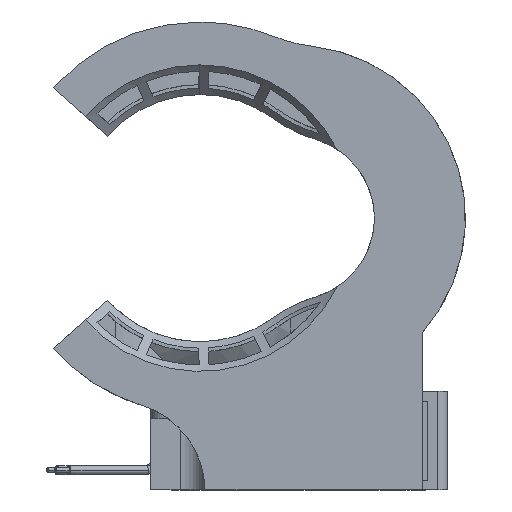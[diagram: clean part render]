
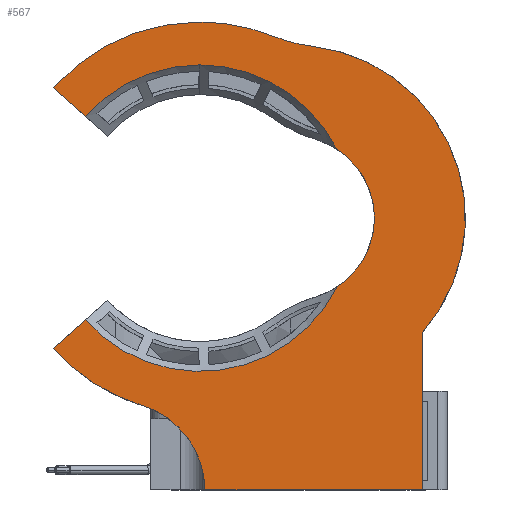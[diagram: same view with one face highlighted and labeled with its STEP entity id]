
A CAD part, front view. The second image highlights one B-rep face of the part: STEP entity #567.
In plain terms, the highlighted planar face has unit normal (0, -1, 0).
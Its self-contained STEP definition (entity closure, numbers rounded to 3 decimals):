
#20 = CARTESIAN_POINT ( 'NONE',  ( 0., 0., 0. ) ) ;
#173 = ORIENTED_EDGE ( 'NONE', *, *, #8748, .F. ) ;
#231 = ORIENTED_EDGE ( 'NONE', *, *, #5860, .F. ) ;
#244 = DIRECTION ( 'NONE',  ( -1., 0., 0. ) ) ;
#253 = CARTESIAN_POINT ( 'NONE',  ( -22.5, 0., 11.544 ) ) ;
#273 = AXIS2_PLACEMENT_3D ( 'NONE', #7302, #3604, #6442 ) ;
#304 = DIRECTION ( 'NONE',  ( 0., 0., 1. ) ) ;
#362 = CARTESIAN_POINT ( 'NONE',  ( 0., 0., -19.84 ) ) ;
#567 = ADVANCED_FACE ( 'NONE', ( #8664 ), #3024, .F. ) ;
#649 = VERTEX_POINT ( 'NONE', #7700 ) ;
#730 = VERTEX_POINT ( 'NONE', #2365 ) ;
#745 = VERTEX_POINT ( 'NONE', #253 ) ;
#821 = VECTOR ( 'NONE', #244, 1000. ) ;
#910 = DIRECTION ( 'NONE',  ( 0., 1., 0. ) ) ;
#958 = CARTESIAN_POINT ( 'NONE',  ( -13.841, 0., -6.978 ) ) ;
#973 = AXIS2_PLACEMENT_3D ( 'NONE', #8793, #3061, #3190 ) ;
#1093 = DIRECTION ( 'NONE',  ( 0., 0., 1. ) ) ;
#1224 = ORIENTED_EDGE ( 'NONE', *, *, #3238, .F. ) ;
#1409 = ORIENTED_EDGE ( 'NONE', *, *, #8957, .F. ) ;
#1604 = VERTEX_POINT ( 'NONE', #8585 ) ;
#2044 = ORIENTED_EDGE ( 'NONE', *, *, #6613, .T. ) ;
#2050 = ORIENTED_EDGE ( 'NONE', *, *, #4834, .F. ) ;
#2146 = DIRECTION ( 'NONE',  ( 0., 0., 1. ) ) ;
#2272 = CIRCLE ( 'NONE', #7800, 15.5 ) ;
#2273 = DIRECTION ( 'NONE',  ( 0., 1., 0. ) ) ;
#2317 = VERTEX_POINT ( 'NONE', #3188 ) ;
#2365 = CARTESIAN_POINT ( 'NONE',  ( -22.5, 0., 27.5 ) ) ;
#2425 = EDGE_CURVE ( 'NONE', #3729, #2317, #5484, .T. ) ;
#2434 = CARTESIAN_POINT ( 'NONE',  ( 0., 0., 0. ) ) ;
#2485 = ORIENTED_EDGE ( 'NONE', *, *, #5331, .T. ) ;
#2502 = DIRECTION ( 'NONE',  ( 0., 1., 0. ) ) ;
#2592 = EDGE_CURVE ( 'NONE', #1604, #3814, #6979, .T. ) ;
#2633 = EDGE_LOOP ( 'NONE', ( #2485, #7338, #1224, #7354, #1409, #173, #231, #6531, #4843, #3773, #7860, #2044, #2050, #3324 ) ) ;
#2664 = VERTEX_POINT ( 'NONE', #5899 ) ;
#2815 = DIRECTION ( 'NONE',  ( 0., 0., -1. ) ) ;
#2898 = DIRECTION ( 'NONE',  ( 0., 1., 0. ) ) ;
#2964 = EDGE_CURVE ( 'NONE', #6811, #649, #3406, .T. ) ;
#2969 = DIRECTION ( 'NONE',  ( 0., 0., 1. ) ) ;
#3024 = PLANE ( 'NONE',  #8151 ) ;
#3061 = DIRECTION ( 'NONE',  ( 0., 1., 0. ) ) ;
#3188 = CARTESIAN_POINT ( 'NONE',  ( -7.461, 0., -18.383 ) ) ;
#3190 = DIRECTION ( 'NONE',  ( 0., 0., 1. ) ) ;
#3238 = EDGE_CURVE ( 'NONE', #3729, #745, #4728, .T. ) ;
#3324 = ORIENTED_EDGE ( 'NONE', *, *, #2964, .T. ) ;
#3351 = CARTESIAN_POINT ( 'NONE',  ( -13.841, 0., 6.978 ) ) ;
#3357 = DIRECTION ( 'NONE',  ( 0., 0., 1. ) ) ;
#3387 = CARTESIAN_POINT ( 'NONE',  ( 0., 0., -15.5 ) ) ;
#3406 = CIRCLE ( 'NONE', #4599, 9. ) ;
#3415 = LINE ( 'NONE', #8292, #5764 ) ;
#3586 = CIRCLE ( 'NONE', #7786, 19.84 ) ;
#3604 = DIRECTION ( 'NONE',  ( 0., 1., 0. ) ) ;
#3680 = VERTEX_POINT ( 'NONE', #5159 ) ;
#3694 = AXIS2_PLACEMENT_3D ( 'NONE', #5142, #910, #7994 ) ;
#3729 = VERTEX_POINT ( 'NONE', #6988 ) ;
#3773 = ORIENTED_EDGE ( 'NONE', *, *, #6532, .T. ) ;
#3814 = VERTEX_POINT ( 'NONE', #3387 ) ;
#3840 = DIRECTION ( 'NONE',  ( 0., 1., 0. ) ) ;
#3978 = CIRCLE ( 'NONE', #9070, 19.84 ) ;
#4094 = DIRECTION ( 'NONE',  ( 0.748, 0., -0.664 ) ) ;
#4391 = DIRECTION ( 'NONE',  ( 0., 1., 0. ) ) ;
#4437 = CARTESIAN_POINT ( 'NONE',  ( 0., 0., 0. ) ) ;
#4599 = AXIS2_PLACEMENT_3D ( 'NONE', #8940, #2502, #304 ) ;
#4693 = CARTESIAN_POINT ( 'NONE',  ( 14.836, 0., 13.173 ) ) ;
#4725 = AXIS2_PLACEMENT_3D ( 'NONE', #8007, #6530, #8695 ) ;
#4728 = CIRCLE ( 'NONE', #273, 17.5 ) ;
#4834 = EDGE_CURVE ( 'NONE', #6811, #7258, #3978, .T. ) ;
#4843 = ORIENTED_EDGE ( 'NONE', *, *, #5292, .T. ) ;
#4876 = DIRECTION ( 'NONE',  ( 0.748, 0., 0.664 ) ) ;
#4890 = VERTEX_POINT ( 'NONE', #362 ) ;
#4955 = AXIS2_PLACEMENT_3D ( 'NONE', #8163, #3840, #1093 ) ;
#5087 = CARTESIAN_POINT ( 'NONE',  ( 0., 0., 0. ) ) ;
#5141 = CIRCLE ( 'NONE', #973, 15.5 ) ;
#5142 = CARTESIAN_POINT ( 'NONE',  ( 0., 0., 0. ) ) ;
#5159 = CARTESIAN_POINT ( 'NONE',  ( 11.591, 0., 10.291 ) ) ;
#5252 = DIRECTION ( 'NONE',  ( 0., 1., 0. ) ) ;
#5267 = LINE ( 'NONE', #8109, #821 ) ;
#5292 = EDGE_CURVE ( 'NONE', #3814, #5558, #5141, .T. ) ;
#5331 = EDGE_CURVE ( 'NONE', #649, #730, #5267, .T. ) ;
#5408 = DIRECTION ( 'NONE',  ( 0., 1., 0. ) ) ;
#5473 = EDGE_CURVE ( 'NONE', #730, #745, #6381, .T. ) ;
#5484 = CIRCLE ( 'NONE', #6527, 15. ) ;
#5540 = CARTESIAN_POINT ( 'NONE',  ( -13.102, 0., -32.282 ) ) ;
#5558 = VERTEX_POINT ( 'NONE', #958 ) ;
#5580 = CARTESIAN_POINT ( 'NONE',  ( 0., 0., 0. ) ) ;
#5594 = VECTOR ( 'NONE', #2815, 1000. ) ;
#5764 = VECTOR ( 'NONE', #4094, 1000. ) ;
#5860 = EDGE_CURVE ( 'NONE', #1604, #2664, #3415, .T. ) ;
#5899 = CARTESIAN_POINT ( 'NONE',  ( 14.836, 0., -13.173 ) ) ;
#6381 = LINE ( 'NONE', #9113, #5594 ) ;
#6432 = CARTESIAN_POINT ( 'NONE',  ( 5.847, 0., 18.959 ) ) ;
#6442 = DIRECTION ( 'NONE',  ( 0., 0., 1. ) ) ;
#6497 = DIRECTION ( 'NONE',  ( 0., 0., 1. ) ) ;
#6527 = AXIS2_PLACEMENT_3D ( 'NONE', #5540, #5408, #3357 ) ;
#6530 = DIRECTION ( 'NONE',  ( 0., 1., 0. ) ) ;
#6531 = ORIENTED_EDGE ( 'NONE', *, *, #2592, .T. ) ;
#6532 = EDGE_CURVE ( 'NONE', #5558, #7210, #7729, .T. ) ;
#6613 = EDGE_CURVE ( 'NONE', #3680, #7258, #8545, .T. ) ;
#6811 = VERTEX_POINT ( 'NONE', #6432 ) ;
#6979 = CIRCLE ( 'NONE', #3694, 15.5 ) ;
#6988 = CARTESIAN_POINT ( 'NONE',  ( -11.369, 0., -17.383 ) ) ;
#7058 = CIRCLE ( 'NONE', #4955, 19.84 ) ;
#7210 = VERTEX_POINT ( 'NONE', #3351 ) ;
#7258 = VERTEX_POINT ( 'NONE', #4693 ) ;
#7302 = CARTESIAN_POINT ( 'NONE',  ( -9.347, 0., 0. ) ) ;
#7338 = ORIENTED_EDGE ( 'NONE', *, *, #5473, .T. ) ;
#7354 = ORIENTED_EDGE ( 'NONE', *, *, #2425, .T. ) ;
#7526 = EDGE_CURVE ( 'NONE', #7210, #3680, #2272, .T. ) ;
#7700 = CARTESIAN_POINT ( 'NONE',  ( -0.5, 0., 27.5 ) ) ;
#7729 = CIRCLE ( 'NONE', #4725, 8.299 ) ;
#7786 = AXIS2_PLACEMENT_3D ( 'NONE', #4437, #4391, #2969 ) ;
#7800 = AXIS2_PLACEMENT_3D ( 'NONE', #2434, #5252, #8131 ) ;
#7860 = ORIENTED_EDGE ( 'NONE', *, *, #7526, .T. ) ;
#7994 = DIRECTION ( 'NONE',  ( 0., 0., 1. ) ) ;
#8007 = CARTESIAN_POINT ( 'NONE',  ( -9.347, 0., 0. ) ) ;
#8109 = CARTESIAN_POINT ( 'NONE',  ( 0., 0., 27.5 ) ) ;
#8131 = DIRECTION ( 'NONE',  ( 0., 0., 1. ) ) ;
#8151 = AXIS2_PLACEMENT_3D ( 'NONE', #5087, #2273, #6497 ) ;
#8163 = CARTESIAN_POINT ( 'NONE',  ( 0., 0., 0. ) ) ;
#8292 = CARTESIAN_POINT ( 'NONE',  ( 0., 0., 0. ) ) ;
#8545 = LINE ( 'NONE', #5580, #9224 ) ;
#8585 = CARTESIAN_POINT ( 'NONE',  ( 11.591, 0., -10.291 ) ) ;
#8664 = FACE_OUTER_BOUND ( 'NONE', #2633, .T. ) ;
#8695 = DIRECTION ( 'NONE',  ( 0., 0., 1. ) ) ;
#8748 = EDGE_CURVE ( 'NONE', #2664, #4890, #7058, .T. ) ;
#8793 = CARTESIAN_POINT ( 'NONE',  ( 0., 0., 0. ) ) ;
#8940 = CARTESIAN_POINT ( 'NONE',  ( 8.5, 0., 27.559 ) ) ;
#8957 = EDGE_CURVE ( 'NONE', #4890, #2317, #3586, .T. ) ;
#9070 = AXIS2_PLACEMENT_3D ( 'NONE', #20, #2898, #2146 ) ;
#9113 = CARTESIAN_POINT ( 'NONE',  ( -22.5, 0., 0. ) ) ;
#9224 = VECTOR ( 'NONE', #4876, 1000. ) ;
